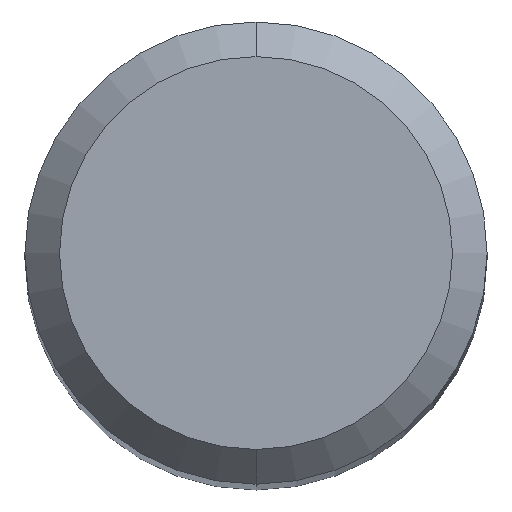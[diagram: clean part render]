
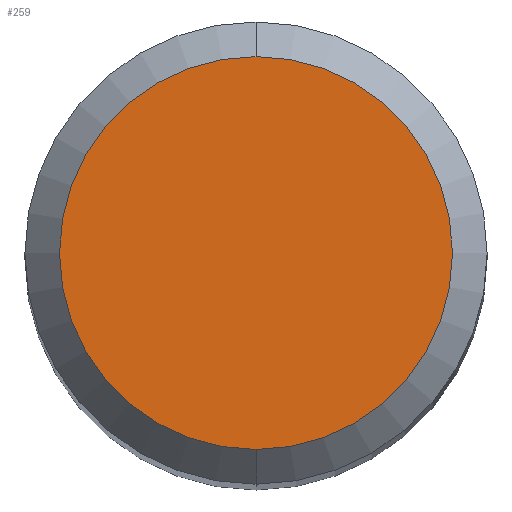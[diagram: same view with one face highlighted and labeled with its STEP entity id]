
A CAD part, top view. The second image highlights one B-rep face of the part: STEP entity #259.
In plain terms, the highlighted planar face has unit normal (0, 0, 1).
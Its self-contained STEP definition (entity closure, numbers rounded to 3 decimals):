
#259=ADVANCED_FACE('',(#577),#578,.T.);
#349=EDGE_CURVE('',#361,#385,#677,.T.);
#361=VERTEX_POINT('',#690);
#385=VERTEX_POINT('',#715);
#431=EDGE_CURVE('',#385,#361,#765,.T.);
#577=FACE_OUTER_BOUND('',#1023,.T.);
#578=PLANE('',#1024);
#677=CIRCLE('',#1230,1.7);
#690=CARTESIAN_POINT('',(0.0,1.7,0.0));
#715=CARTESIAN_POINT('',(0.,-1.7,0.0));
#765=CIRCLE('',#1368,1.7);
#1023=EDGE_LOOP('',(#1575,#1576));
#1024=AXIS2_PLACEMENT_3D('',#1577,#1578,#1579);
#1230=AXIS2_PLACEMENT_3D('',#1703,#1704,#1705);
#1368=AXIS2_PLACEMENT_3D('',#1771,#1772,#1773);
#1575=ORIENTED_EDGE('',*,*,#349,.F.);
#1576=ORIENTED_EDGE('',*,*,#431,.F.);
#1577=CARTESIAN_POINT('',(0.0,0.85,0.0));
#1578=DIRECTION('',(-0.0,0.0,1.0));
#1579=DIRECTION('',(0.0,-1.0,0.0));
#1703=CARTESIAN_POINT('',(0.0,0.0,0.0));
#1704=DIRECTION('',(0.0,0.0,-1.0));
#1705=DIRECTION('',(0.0,1.0,0.0));
#1771=CARTESIAN_POINT('',(0.0,0.0,0.0));
#1772=DIRECTION('',(0.0,0.0,-1.0));
#1773=DIRECTION('',(0.0,1.0,0.0));
